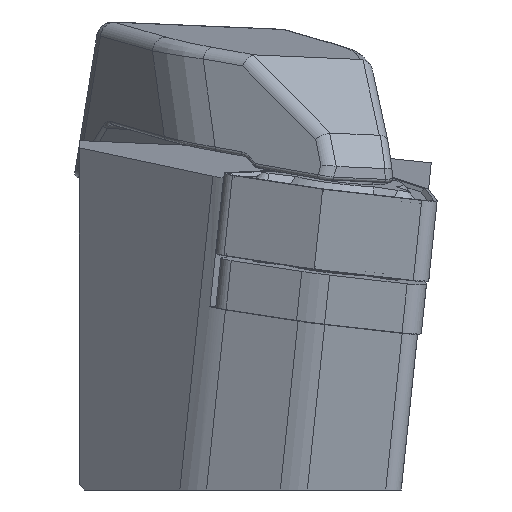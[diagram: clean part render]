
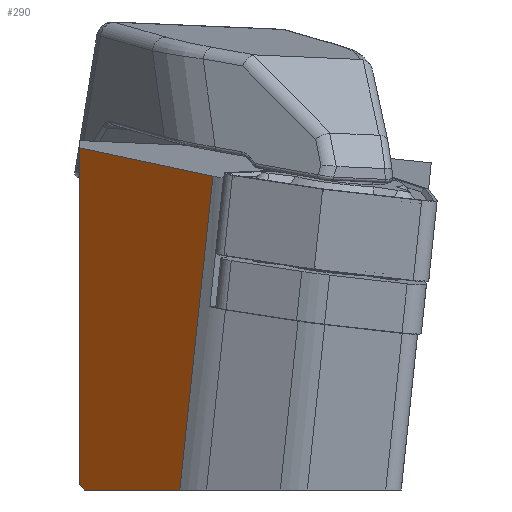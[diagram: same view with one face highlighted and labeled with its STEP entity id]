
A CAD part, left-side view. The second image highlights one B-rep face of the part: STEP entity #290.
In plain terms, the highlighted planar face has unit normal (-0.703, 0.711, 0).
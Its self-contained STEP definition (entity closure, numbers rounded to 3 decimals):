
#290=ADVANCED_FACE('',(#587),#483,.F.);
#483=PLANE('',#3489);
#587=FACE_OUTER_BOUND('',#767,.T.);
#767=EDGE_LOOP('',(#1712,#1713,#1714,#1715,#1716));
#972=LINE('',#4855,#1266);
#984=LINE('',#4881,#1278);
#993=LINE('',#4901,#1287);
#996=LINE('',#4910,#1290);
#1002=LINE('',#4922,#1296);
#1266=VECTOR('',#3844,1.);
#1278=VECTOR('',#3862,1.);
#1287=VECTOR('',#3879,1.);
#1290=VECTOR('',#3886,1.);
#1296=VECTOR('',#3896,1.);
#1712=ORIENTED_EDGE('',*,*,#2894,.F.);
#1713=ORIENTED_EDGE('',*,*,#2884,.F.);
#1714=ORIENTED_EDGE('',*,*,#2861,.F.);
#1715=ORIENTED_EDGE('',*,*,#2874,.F.);
#1716=ORIENTED_EDGE('',*,*,#2888,.F.);
#2541=VERTEX_POINT('',#4854);
#2542=VERTEX_POINT('',#4856);
#2552=VERTEX_POINT('',#4880);
#2560=VERTEX_POINT('',#4902);
#2562=VERTEX_POINT('',#4908);
#2861=EDGE_CURVE('',#2541,#2542,#972,.T.);
#2874=EDGE_CURVE('',#2552,#2541,#984,.T.);
#2884=EDGE_CURVE('',#2542,#2560,#993,.T.);
#2888=EDGE_CURVE('',#2562,#2552,#996,.T.);
#2894=EDGE_CURVE('',#2560,#2562,#1002,.T.);
#3489=AXIS2_PLACEMENT_3D('',#5005,#3987,#3988);
#3844=DIRECTION('',(-0.703,-0.696,-0.147));
#3862=DIRECTION('',(0.001,0.,1.));
#3879=DIRECTION('',(0.105,0.104,-0.989));
#3886=DIRECTION('',(0.582,0.575,0.575));
#3896=DIRECTION('',(0.711,0.703,0.));
#3987=DIRECTION('',(0.703,-0.711,0.));
#3988=DIRECTION('',(0.711,0.703,0.));
#4854=CARTESIAN_POINT('',(11.698,0.,3.035));
#4855=CARTESIAN_POINT('',(4.175,-7.44,1.458));
#4856=CARTESIAN_POINT('',(4.175,-7.44,1.458));
#4880=CARTESIAN_POINT('',(11.687,0.,-15.7));
#4881=CARTESIAN_POINT('',(11.677,0.,-32.628));
#4901=CARTESIAN_POINT('',(7.777,-3.858,-32.625));
#4902=CARTESIAN_POINT('',(6.02,-5.605,-16.));
#4908=CARTESIAN_POINT('',(11.384,-0.3,-16.));
#4910=CARTESIAN_POINT('',(3.41,-8.183,-23.883));
#4922=CARTESIAN_POINT('',(7.782,-3.863,-16.));
#5005=CARTESIAN_POINT('',(7.777,-3.858,-32.625));
